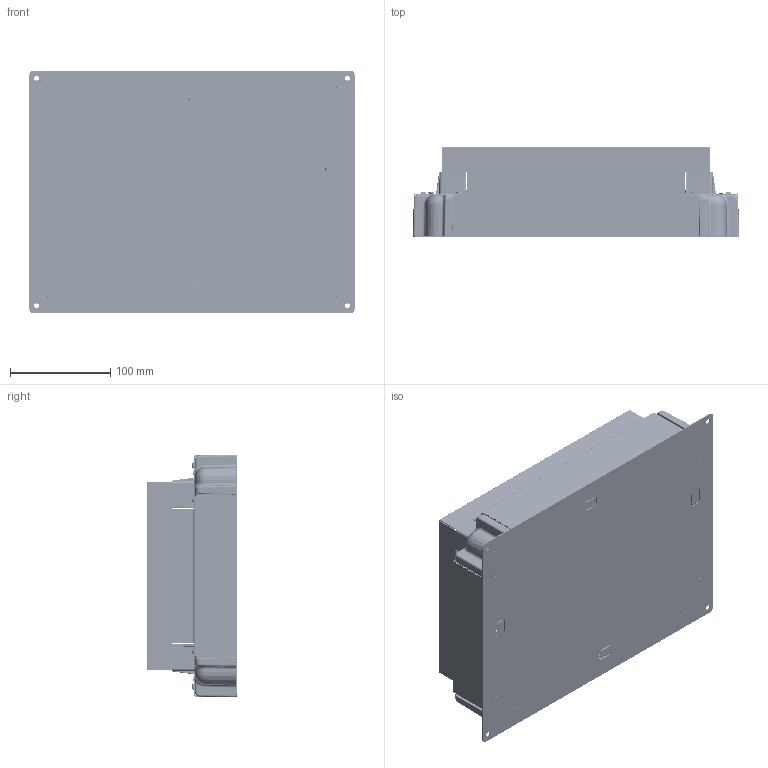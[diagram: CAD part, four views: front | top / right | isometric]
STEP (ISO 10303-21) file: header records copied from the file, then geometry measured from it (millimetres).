
FILE_DESCRIPTION(('CATIA V5 STEP Exchange','CAx-IF Rec.Pracs.--- Model Styling and Organization---1.4--- 2014-01-23'),'2;1');
FILE_NAME('PW-28512.stp','2020-09-07T10:29:43+00:00',('none'),('none'),'CATIA Version 5-6 Release 2017 SP3','CATIA V5 STEP AP214','none');
FILE_SCHEMA(('AUTOMOTIVE_DESIGN { 1 0 10303 214 1 1 1 1 }'));
Products named in the file (14): A007806_A-ASS-06; D005817_A-MOD-05; D005709_A-MOD-07; A007809_A-ASS-04; D005715_A-MOD-05; 17113_T2; A007807_A-ASS-03; D005713_A-MOD-05; 17113_T3-01; D005718_A-MOD-06; etiquette-100; CJ00536_A-MOD-02; etiquet-notice; ETIQUETTE PIED BARRE
Assembly tree (33 placements, depth 3):
  A007806_A-ASS-06
    D005817_A-MOD-05
    D005709_A-MOD-07  x4
    A007809_A-ASS-04  x2
      D005715_A-MOD-05
      17113_T2
    A007807_A-ASS-03  x2
      D005713_A-MOD-05
      17113_T3-01
    D005718_A-MOD-06
    etiquette-100
    CJ00536_A-MOD-02  x16
    etiquet-notice
    ETIQUETTE PIED BARRE
Bounding box: 325 x 90.4 x 242 mm (x, y, z)
Volume: 279722.7 mm3; surface area: 681152.8 mm2
Topology: 33 solids, 33 shells, 7478 faces, 19106 edges, 11764 vertices
Faces by surface type: plane 3450, cylinder 2244, bspline 1552, cone 132, torus 84, sphere 16
Entity records: 68352 total; most frequent: CARTESIAN_POINT 21817, ORIENTED_EDGE 10618, DIRECTION 7575, EDGE_CURVE 5309, VECTOR 3482, LINE 3482, VERTEX_POINT 3388, AXIS2_PLACEMENT_3D 2502
